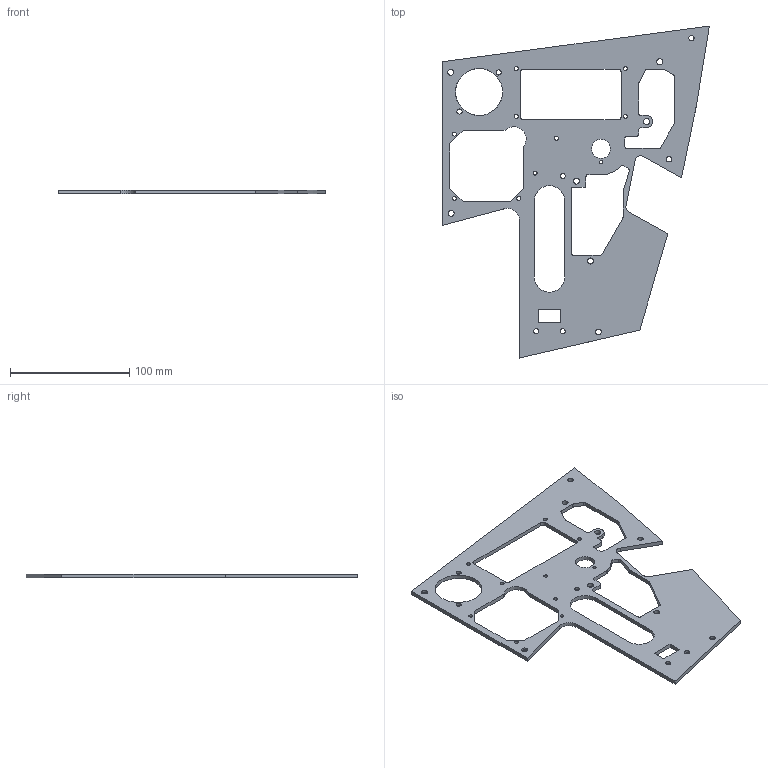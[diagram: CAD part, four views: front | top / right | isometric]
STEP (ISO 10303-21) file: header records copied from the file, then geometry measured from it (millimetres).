
FILE_DESCRIPTION(/* description */ (''),/* implementation_level */ '2;1');
FILE_NAME(/* name */ 'Right AUX Panel v1.step',/* time_stamp */ '2021-12-07T09:21:52+10:00',/* author */ (''),/* organization */ (''),/* preprocessor_version */ 'ST-DEVELOPER v18.1',/* originating_system */ 'Autodesk Translation Framework v10.10.0.1391',/* authorisation */ '');
FILE_SCHEMA (('AUTOMOTIVE_DESIGN { 1 0 10303 214 3 1 1 }'));
Length unit declared in the file: millimetre
Products named in the file (1): Right AUX Panel
Bounding box: 223.41 x 278.19 x 3.35 mm (x, y, z)
Volume: 82391.3 mm3; surface area: 58081.5 mm2
Topology: 1 solids, 1 shells, 122 faces, 357 edges, 235 vertices
Faces by surface type: cylinder 55, plane 52, cone 13, bspline 2
Full cylindrical faces by diameter (mm): 2.705 x1, 3.3 x9, 4.305 x5, 4.5 x2, 4.915 x3, 15.875 x1, 39.37 x1
Entity records: 4332 total; most frequent: CARTESIAN_POINT 817, DIRECTION 724, ORIENTED_EDGE 714, EDGE_CURVE 357, AXIS2_PLACEMENT_3D 252, VERTEX_POINT 235, LINE 220, VECTOR 220
